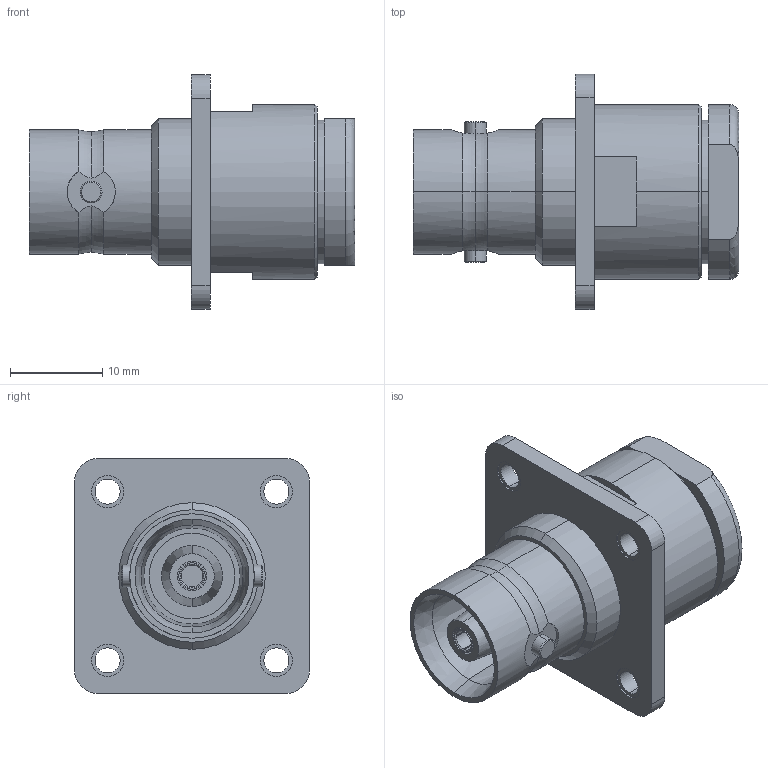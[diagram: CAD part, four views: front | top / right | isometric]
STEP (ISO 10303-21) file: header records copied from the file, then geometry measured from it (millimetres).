
FILE_DESCRIPTION (( 'STEP AP203' ), '1' );
FILE_NAME ('PE4967.step', '2019-07-10T13:42:40', ( '' ), ( '' ), 'SwSTEP 2.0', 'SolidWorks 2018', '' );
FILE_SCHEMA (( 'CONFIG_CONTROL_DESIGN' ));
Length unit declared in the file: inch
Products named in the file (1): PE4967
Bounding box: 35.18 x 25.4 x 25.4 mm (x, y, z)
Volume: 6494.2 mm3; surface area: 4268.9 mm2
Topology: 1 solids, 1 shells, 137 faces, 327 edges, 213 vertices
Faces by surface type: cylinder 58, plane 51, cone 20, torus 8
Entity records: 4279 total; most frequent: CARTESIAN_POINT 898, DIRECTION 738, ORIENTED_EDGE 654, EDGE_CURVE 327, AXIS2_PLACEMENT_3D 305, VERTEX_POINT 213, CIRCLE 167, EDGE_LOOP 166
